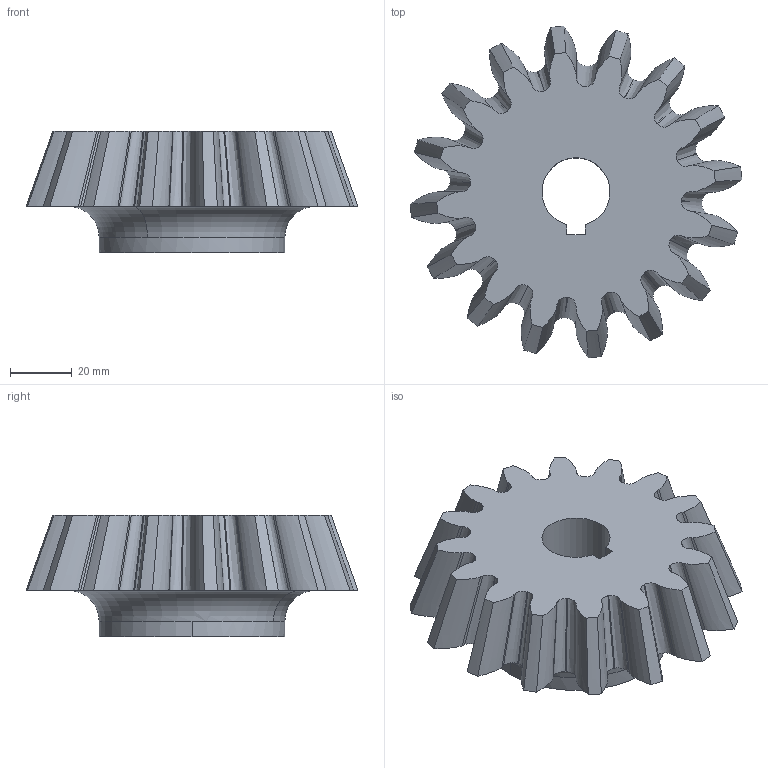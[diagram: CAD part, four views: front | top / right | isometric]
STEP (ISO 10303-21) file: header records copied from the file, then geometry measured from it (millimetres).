
FILE_DESCRIPTION(('CATIA V5 STEP Exchange'),'2;1');
FILE_NAME('Bevel_Gear_Output.stp','2020-07-09T13:19:39+00:00',('none'),('none'),'CATIA Version 5 Release 21 GA (IN-10)','CATIA V5 STEP AP203','none');
FILE_SCHEMA(('CONFIG_CONTROL_DESIGN'));
Length unit declared in the file: millimetre
Products named in the file (1): Parametric Gear
Bounding box: 107.26 x 107.26 x 39.24 mm (x, y, z)
Volume: 176928.9 mm3; surface area: 29382.3 mm2
Topology: 1 solids, 1 shells, 140 faces, 411 edges, 274 vertices
Faces by surface type: bspline 80, plane 55, cylinder 3, torus 2
Entity records: 15703 total; most frequent: CARTESIAN_POINT 12658, ORIENTED_EDGE 822, EDGE_CURVE 411, DIRECTION 286, VERTEX_POINT 274, B_SPLINE_CURVE_WITH_KNOTS 239, VECTOR 160, LINE 160
